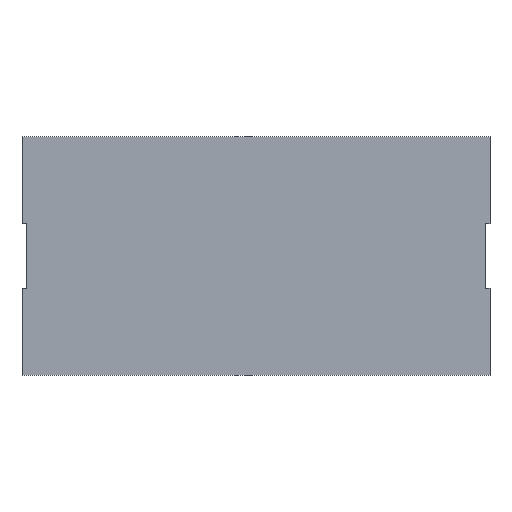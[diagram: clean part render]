
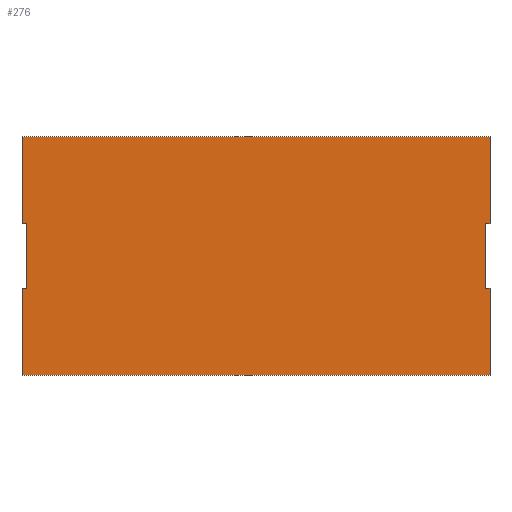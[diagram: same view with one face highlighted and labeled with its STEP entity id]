
A CAD part, top view. The second image highlights one B-rep face of the part: STEP entity #276.
In plain terms, the highlighted planar face has unit normal (0, 0, 1).
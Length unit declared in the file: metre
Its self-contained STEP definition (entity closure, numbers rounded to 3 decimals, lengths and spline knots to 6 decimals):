
#24=ORIENTED_EDGE('',*,*,#90,.F.);
#25=ORIENTED_EDGE('',*,*,#94,.T.);
#26=ORIENTED_EDGE('',*,*,#95,.F.);
#27=ORIENTED_EDGE('',*,*,#96,.F.);
#28=ORIENTED_EDGE('',*,*,#97,.T.);
#29=ORIENTED_EDGE('',*,*,#98,.T.);
#30=ORIENTED_EDGE('',*,*,#87,.T.);
#31=ORIENTED_EDGE('',*,*,#99,.F.);
#32=ORIENTED_EDGE('',*,*,#100,.F.);
#33=ORIENTED_EDGE('',*,*,#101,.T.);
#34=ORIENTED_EDGE('',*,*,#102,.T.);
#35=ORIENTED_EDGE('',*,*,#103,.F.);
#87=EDGE_CURVE('',#121,#123,#147,.T.);
#90=EDGE_CURVE('',#126,#127,#150,.T.);
#94=EDGE_CURVE('',#126,#128,#154,.T.);
#95=EDGE_CURVE('',#129,#128,#155,.T.);
#96=EDGE_CURVE('',#130,#129,#156,.T.);
#97=EDGE_CURVE('',#130,#131,#157,.T.);
#98=EDGE_CURVE('',#131,#121,#158,.T.);
#99=EDGE_CURVE('',#132,#123,#159,.T.);
#100=EDGE_CURVE('',#133,#132,#160,.T.);
#101=EDGE_CURVE('',#133,#134,#161,.T.);
#102=EDGE_CURVE('',#134,#135,#162,.T.);
#103=EDGE_CURVE('',#127,#135,#163,.T.);
#121=VERTEX_POINT('',#469);
#123=VERTEX_POINT('',#473);
#126=VERTEX_POINT('',#480);
#127=VERTEX_POINT('',#482);
#128=VERTEX_POINT('',#489);
#129=VERTEX_POINT('',#491);
#130=VERTEX_POINT('',#493);
#131=VERTEX_POINT('',#495);
#132=VERTEX_POINT('',#498);
#133=VERTEX_POINT('',#500);
#134=VERTEX_POINT('',#502);
#135=VERTEX_POINT('',#504);
#147=LINE('',#474,#183);
#150=LINE('',#481,#186);
#154=LINE('',#488,#190);
#155=LINE('',#490,#191);
#156=LINE('',#492,#192);
#157=LINE('',#494,#193);
#158=LINE('',#496,#194);
#159=LINE('',#497,#195);
#160=LINE('',#499,#196);
#161=LINE('',#501,#197);
#162=LINE('',#503,#198);
#163=LINE('',#505,#199);
#183=VECTOR('',#406,1.);
#186=VECTOR('',#411,1.);
#190=VECTOR('',#419,1.);
#191=VECTOR('',#420,1.);
#192=VECTOR('',#421,1.);
#193=VECTOR('',#422,1.);
#194=VECTOR('',#423,1.);
#195=VECTOR('',#424,1.);
#196=VECTOR('',#425,1.);
#197=VECTOR('',#426,1.);
#198=VECTOR('',#427,1.);
#199=VECTOR('',#428,1.);
#219=EDGE_LOOP('',(#24,#25,#26,#27,#28,#29,#30,#31,#32,#33,#34,#35));
#233=FACE_BOUND('',#219,.T.);
#247=PLANE('',#388);
#276=ADVANCED_FACE('',(#233),#247,.T.);
#388=AXIS2_PLACEMENT_3D('',#487,#417,#418);
#406=DIRECTION('',(0.,-1.,0.));
#411=DIRECTION('',(0.,-1.,0.));
#417=DIRECTION('',(0.,0.,1.));
#418=DIRECTION('',(1.,0.,0.));
#419=DIRECTION('',(1.,0.,0.));
#420=DIRECTION('',(0.,-1.,0.));
#421=DIRECTION('',(1.,0.,0.));
#422=DIRECTION('',(0.,-1.,0.));
#423=DIRECTION('',(1.,0.,0.));
#424=DIRECTION('',(1.,0.,0.));
#425=DIRECTION('',(0.,1.,0.));
#426=DIRECTION('',(1.,0.,0.));
#427=DIRECTION('',(0.,1.,0.));
#428=DIRECTION('',(1.,0.,0.));
#469=CARTESIAN_POINT('',(-0.0025,0.00035,0.00055));
#473=CARTESIAN_POINT('',(-0.0025,-0.00035,0.00055));
#474=CARTESIAN_POINT('',(-0.0025,0.,0.00055));
#480=CARTESIAN_POINT('',(0.0025,0.00035,0.00055));
#481=CARTESIAN_POINT('',(0.0025,0.,0.00055));
#482=CARTESIAN_POINT('',(0.0025,-0.00035,0.00055));
#487=CARTESIAN_POINT('',(0.,0.,0.00055));
#488=CARTESIAN_POINT('',(0.,0.00035,0.00055));
#489=CARTESIAN_POINT('',(0.00255,0.00035,0.00055));
#490=CARTESIAN_POINT('',(0.00255,0.0013,0.00055));
#491=CARTESIAN_POINT('',(0.00255,0.0013,0.00055));
#492=CARTESIAN_POINT('',(0.,0.0013,0.00055));
#493=CARTESIAN_POINT('',(-0.00255,0.0013,0.00055));
#494=CARTESIAN_POINT('',(-0.00255,0.0013,0.00055));
#495=CARTESIAN_POINT('',(-0.00255,0.00035,0.00055));
#496=CARTESIAN_POINT('',(0.,0.00035,0.00055));
#497=CARTESIAN_POINT('',(0.,-0.00035,0.00055));
#498=CARTESIAN_POINT('',(-0.00255,-0.00035,0.00055));
#499=CARTESIAN_POINT('',(-0.00255,-0.0013,0.00055));
#500=CARTESIAN_POINT('',(-0.00255,-0.0013,0.00055));
#501=CARTESIAN_POINT('',(0.,-0.0013,0.00055));
#502=CARTESIAN_POINT('',(0.00255,-0.0013,0.00055));
#503=CARTESIAN_POINT('',(0.00255,-0.0013,0.00055));
#504=CARTESIAN_POINT('',(0.00255,-0.00035,0.00055));
#505=CARTESIAN_POINT('',(0.,-0.00035,0.00055));
